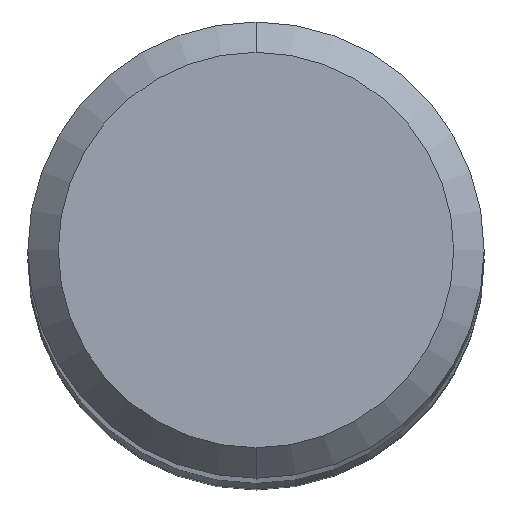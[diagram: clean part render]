
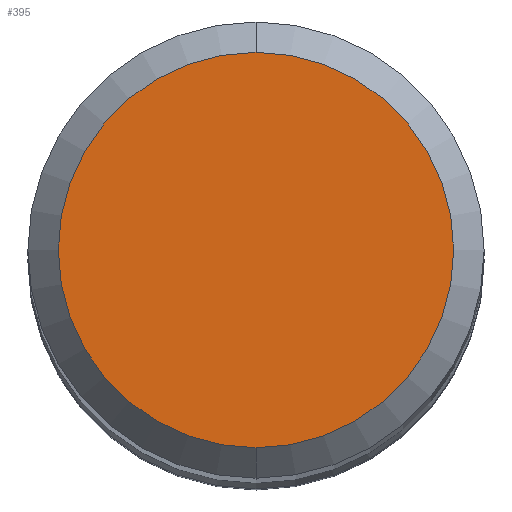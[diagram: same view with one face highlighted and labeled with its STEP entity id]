
A CAD part, top view. The second image highlights one B-rep face of the part: STEP entity #395.
In plain terms, the highlighted planar face has unit normal (0, 0, 1).
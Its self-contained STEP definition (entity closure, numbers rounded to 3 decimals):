
#277=EDGE_CURVE('',#357,#459,#610,.T.);
#357=VERTEX_POINT('',#696);
#395=ADVANCED_FACE('',(#738),#739,.T.);
#415=EDGE_CURVE('',#459,#357,#761,.T.);
#459=VERTEX_POINT('',#811);
#610=CIRCLE('',#997,2.6);
#696=CARTESIAN_POINT('',(0.0,2.6,0.0));
#738=FACE_OUTER_BOUND('',#1281,.T.);
#739=PLANE('',#1282);
#761=CIRCLE('',#1337,2.6);
#811=CARTESIAN_POINT('',(0.,-2.6,0.0));
#997=AXIS2_PLACEMENT_3D('',#1632,#1633,#1634);
#1281=EDGE_LOOP('',(#1771,#1772));
#1282=AXIS2_PLACEMENT_3D('',#1773,#1774,#1775);
#1337=AXIS2_PLACEMENT_3D('',#1797,#1798,#1799);
#1632=CARTESIAN_POINT('',(0.0,0.0,0.0));
#1633=DIRECTION('',(0.0,0.0,-1.0));
#1634=DIRECTION('',(0.0,1.0,0.0));
#1771=ORIENTED_EDGE('',*,*,#277,.F.);
#1772=ORIENTED_EDGE('',*,*,#415,.F.);
#1773=CARTESIAN_POINT('',(0.0,1.3,0.0));
#1774=DIRECTION('',(-0.0,0.0,1.0));
#1775=DIRECTION('',(0.0,-1.0,0.0));
#1797=CARTESIAN_POINT('',(0.0,0.0,0.0));
#1798=DIRECTION('',(0.0,0.0,-1.0));
#1799=DIRECTION('',(0.0,1.0,0.0));
